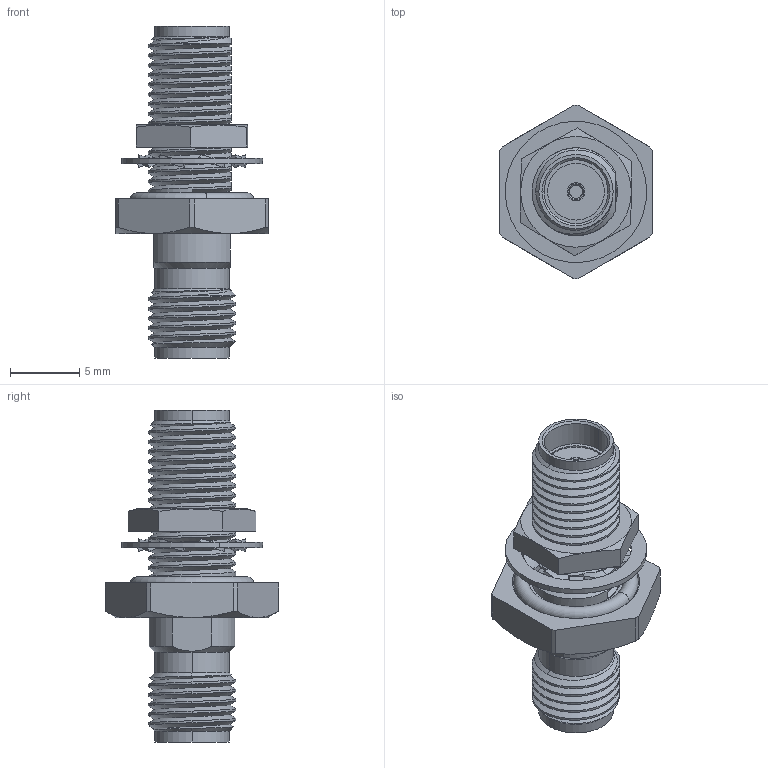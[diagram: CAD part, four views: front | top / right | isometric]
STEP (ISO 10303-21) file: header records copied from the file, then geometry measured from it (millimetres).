
FILE_DESCRIPTION (( 'STEP AP214' ), '1' );
FILE_NAME ('CT-SFSF-B-V-LN1.STEP', '2025-01-28T19:08:32', ( '' ), ( '' ), 'SwSTEP 2.0', 'SolidWorks 2021', '' );
FILE_SCHEMA (( 'AUTOMOTIVE_DESIGN' ));
Length unit declared in the file: inch
Products named in the file (1): CT-SFSF-B-V-LN1
Bounding box: 11 x 12.52 x 24 mm (x, y, z)
Volume: 835.8 mm3; surface area: 1386.5 mm2
Topology: 4 solids, 4 shells, 310 faces, 801 edges, 512 vertices
Faces by surface type: plane 103, cylinder 91, bspline 63, cone 49, torus 4
Entity records: 23270 total; most frequent: CARTESIAN_POINT 12535, ORIENTED_EDGE 1602, DIRECTION 1065, EDGE_CURVE 801, VERTEX_POINT 512, AXIS2_PLACEMENT_3D 428, B_SPLINE_CURVE_WITH_KNOTS 339, EDGE_LOOP 329
